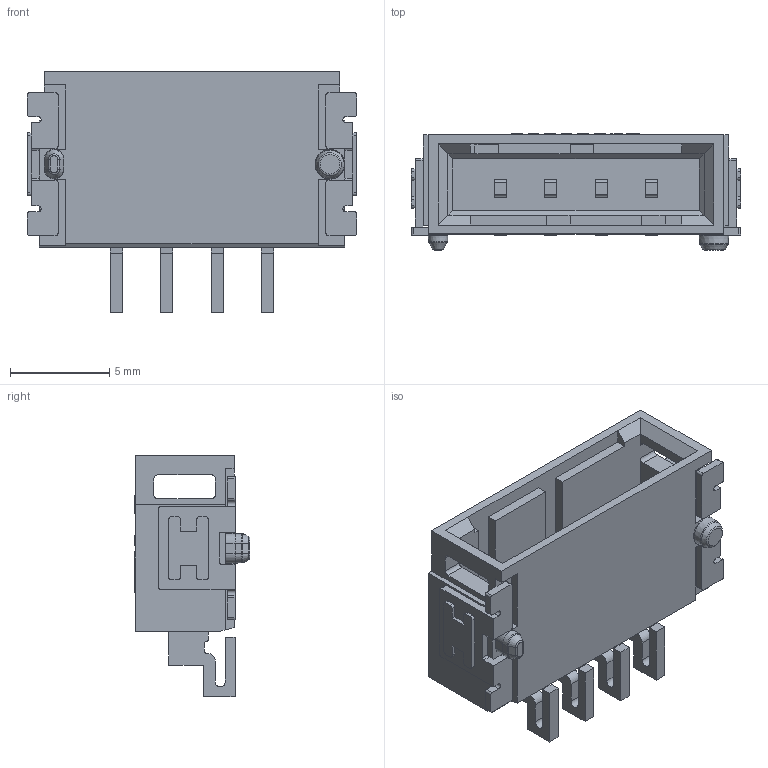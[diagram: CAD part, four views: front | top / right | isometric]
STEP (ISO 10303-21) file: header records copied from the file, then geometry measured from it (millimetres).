
FILE_DESCRIPTION(/* description */ (''),/* implementation_level */ '2;1');
FILE_NAME(/* name */ 'METUPowerLab_Connectors_SignalConnectors_384471-E_.step',/* time_stamp */ '2025-05-20T22:38:11+03:00',/* author */ (''),/* organization */ (''),/* preprocessor_version */ 'ST-DEVELOPER v20.1',/* originating_system */ 'Autodesk Translation Framework v14.4.0.0',/* authorisation */ '');
FILE_SCHEMA (('AUTOMOTIVE_DESIGN { 1 0 10303 214 3 1 1 }'));
Length unit declared in the file: millimetre
Products named in the file (1): C-384471-E
Bounding box: 16.62 x 5.85 x 12.2 mm (x, y, z)
Volume: 429.7 mm3; surface area: 947.2 mm2
Topology: 19 solids, 19 shells, 794 faces, 2149 edges, 1414 vertices
Faces by surface type: plane 471, bspline 224, cylinder 87, cone 6, torus 6
Full cylindrical faces by diameter (mm): 1.5 x1
Entity records: 26405 total; most frequent: CARTESIAN_POINT 7872, ORIENTED_EDGE 4298, DIRECTION 3021, EDGE_CURVE 2149, LINE 1487, VECTOR 1487, VERTEX_POINT 1414, EDGE_LOOP 825
